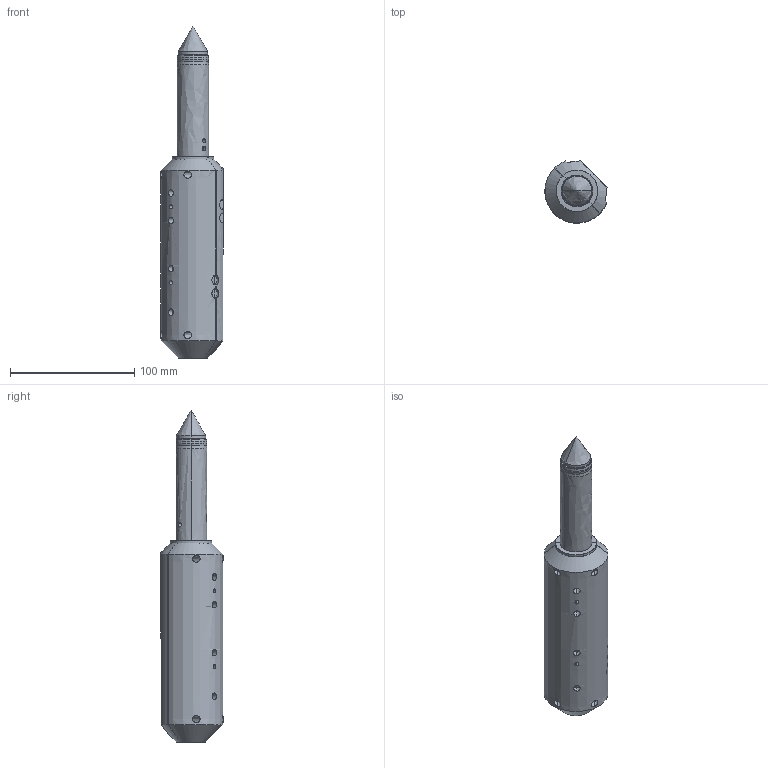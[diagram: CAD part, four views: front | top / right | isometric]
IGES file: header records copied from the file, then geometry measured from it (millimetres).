
Start section: SolidWorks IGES file using analytic representation for surfaces
Global section: file name: TP102.IGS; native system: SolidWorks 2007; preprocessor: SolidWorks 2007; author: tmiller; date: 080916.085321; units: inch
Bounding box: 49.95 x 49.95 x 266.83 mm (x, y, z)
Surface area: 101670.3 mm2 (no closed solid volume)
Topology: 0 solids, 0 shells, 1601 faces, 14499 edges, 14464 vertices
Faces by surface type: bspline 839, revolution 762
